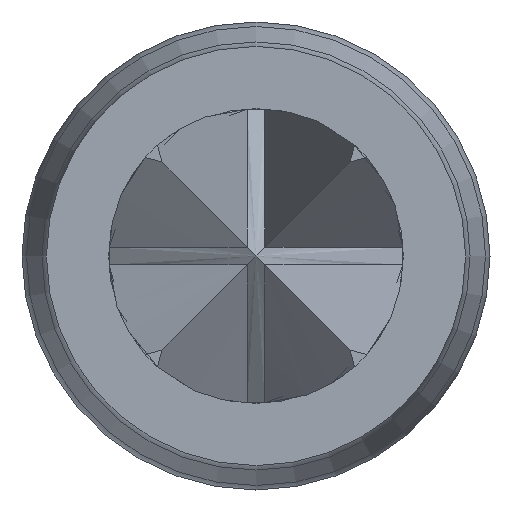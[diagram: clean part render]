
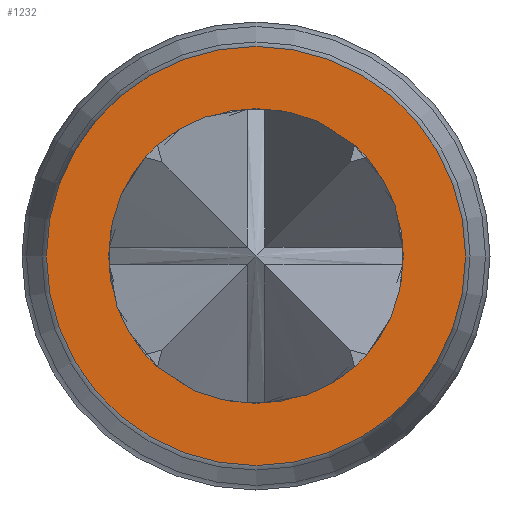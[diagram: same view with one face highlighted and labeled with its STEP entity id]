
A CAD part, left-side view. The second image highlights one B-rep face of the part: STEP entity #1232.
In plain terms, the highlighted planar face has unit normal (-1, 0, 0).
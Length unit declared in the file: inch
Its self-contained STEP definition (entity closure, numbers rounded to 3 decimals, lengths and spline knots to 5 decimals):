
#142 = CARTESIAN_POINT ( 'NONE',  ( 0., 0., 0.01265 ) ) ;
#152 = CARTESIAN_POINT ( 'NONE',  ( 0., 0., 0.018 ) ) ;
#261 = CARTESIAN_POINT ( 'NONE',  ( 0., 0., 0. ) ) ;
#275 = EDGE_CURVE ( 'NONE', #1168, #1168, #1170, .T. ) ;
#324 = FACE_OUTER_BOUND ( 'NONE', #388, .T. ) ;
#346 = CIRCLE ( 'NONE', #554, 0.01265 ) ;
#388 = EDGE_LOOP ( 'NONE', ( #407 ) ) ;
#407 = ORIENTED_EDGE ( 'NONE', *, *, #275, .T. ) ;
#426 = CARTESIAN_POINT ( 'NONE',  ( 0., 0., 0. ) ) ;
#527 = DIRECTION ( 'NONE',  ( 0., 0., 1. ) ) ;
#554 = AXIS2_PLACEMENT_3D ( 'NONE', #426, #1125, #527 ) ;
#557 = EDGE_LOOP ( 'NONE', ( #913 ) ) ;
#602 = FACE_BOUND ( 'NONE', #557, .T. ) ;
#738 = PLANE ( 'NONE',  #859 ) ;
#801 = EDGE_CURVE ( 'NONE', #1205, #1205, #346, .T. ) ;
#825 = DIRECTION ( 'NONE',  ( 0., -1., 0. ) ) ;
#834 = CARTESIAN_POINT ( 'NONE',  ( 0., -0.018, 0. ) ) ;
#849 = DIRECTION ( 'NONE',  ( -1., 0., 0. ) ) ;
#859 = AXIS2_PLACEMENT_3D ( 'NONE', #152, #1035, #825 ) ;
#913 = ORIENTED_EDGE ( 'NONE', *, *, #801, .F. ) ;
#1035 = DIRECTION ( 'NONE',  ( -1., 0., 0. ) ) ;
#1116 = AXIS2_PLACEMENT_3D ( 'NONE', #261, #849, #1135 ) ;
#1125 = DIRECTION ( 'NONE',  ( -1., 0., 0. ) ) ;
#1135 = DIRECTION ( 'NONE',  ( 0., -1., 0. ) ) ;
#1168 = VERTEX_POINT ( 'NONE', #834 ) ;
#1170 = CIRCLE ( 'NONE', #1116, 0.018 ) ;
#1205 = VERTEX_POINT ( 'NONE', #142 ) ;
#1232 = ADVANCED_FACE ( 'NONE', ( #602, #324 ), #738, .T. ) ;
